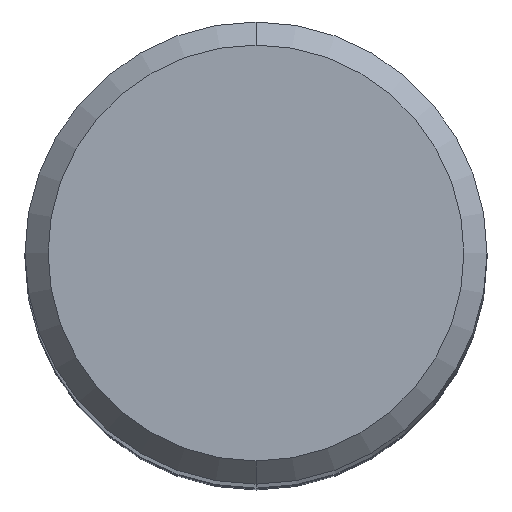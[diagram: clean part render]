
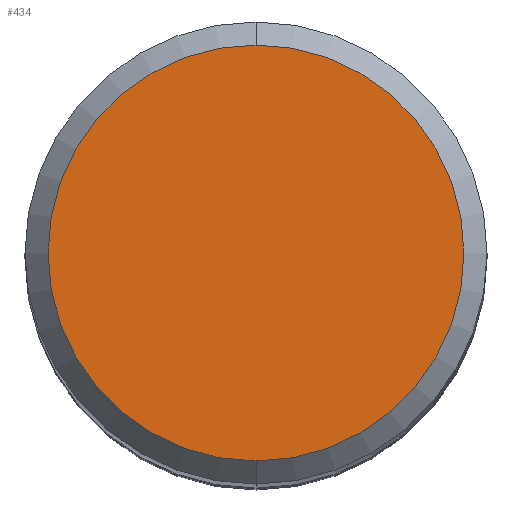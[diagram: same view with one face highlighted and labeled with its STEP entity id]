
A CAD part, top view. The second image highlights one B-rep face of the part: STEP entity #434.
In plain terms, the highlighted planar face has unit normal (0, 0, 1).
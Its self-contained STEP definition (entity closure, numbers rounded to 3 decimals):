
#226=EDGE_CURVE('',#462,#370,#558,.T.);
#370=VERTEX_POINT('',#718);
#414=EDGE_CURVE('',#370,#462,#770,.T.);
#434=ADVANCED_FACE('',(#791),#792,.T.);
#462=VERTEX_POINT('',#823);
#558=CIRCLE('',#943,4.5);
#718=CARTESIAN_POINT('',(0.,-4.5,0.0));
#770=CIRCLE('',#1315,4.5);
#791=FACE_OUTER_BOUND('',#1384,.T.);
#792=PLANE('',#1385);
#823=CARTESIAN_POINT('',(0.0,4.5,0.0));
#943=AXIS2_PLACEMENT_3D('',#1605,#1606,#1607);
#1315=AXIS2_PLACEMENT_3D('',#1842,#1843,#1844);
#1384=EDGE_LOOP('',(#1871,#1872));
#1385=AXIS2_PLACEMENT_3D('',#1873,#1874,#1875);
#1605=CARTESIAN_POINT('',(0.0,0.0,0.0));
#1606=DIRECTION('',(0.0,0.0,-1.0));
#1607=DIRECTION('',(0.0,1.0,0.0));
#1842=CARTESIAN_POINT('',(0.0,0.0,0.0));
#1843=DIRECTION('',(0.0,0.0,-1.0));
#1844=DIRECTION('',(0.0,1.0,0.0));
#1871=ORIENTED_EDGE('',*,*,#226,.F.);
#1872=ORIENTED_EDGE('',*,*,#414,.F.);
#1873=CARTESIAN_POINT('',(0.0,2.25,0.0));
#1874=DIRECTION('',(-0.0,0.0,1.0));
#1875=DIRECTION('',(0.0,-1.0,0.0));
